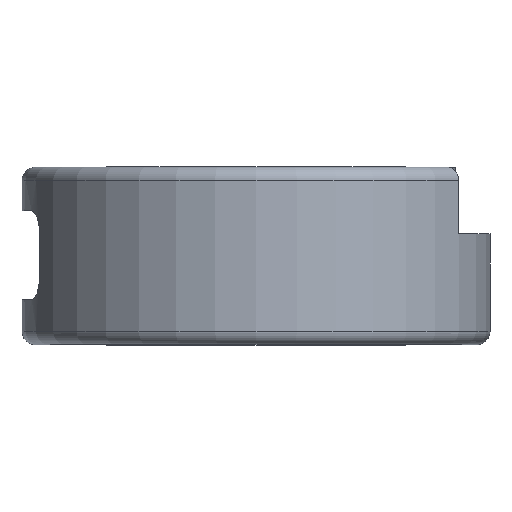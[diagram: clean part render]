
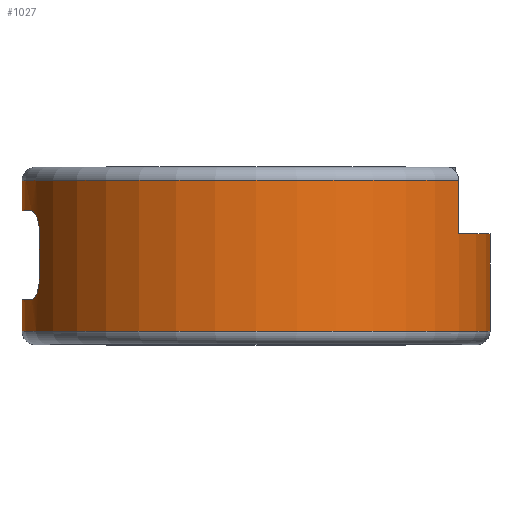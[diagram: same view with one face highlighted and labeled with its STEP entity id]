
A CAD part, top view. The second image highlights one B-rep face of the part: STEP entity #1027.
In plain terms, the highlighted cylindrical face has radius 52.75 mm (diameter 105.5 mm), a full revolution.
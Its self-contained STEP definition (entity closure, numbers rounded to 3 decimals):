
#27=FACE_BOUND('',#260,.T.);
#46=CIRCLE('',#1084,52.75);
#48=CIRCLE('',#1090,52.75);
#78=CIRCLE('',#1125,52.75);
#80=CIRCLE('',#1127,52.75);
#81=CIRCLE('',#1131,52.75);
#82=CIRCLE('',#1132,52.75);
#83=CIRCLE('',#1133,52.75);
#135=B_SPLINE_CURVE_WITH_KNOTS('',3,(#1579,#1580,#1581,#1582,#1583,#1584,
#1585,#1586,#1587,#1588),.UNSPECIFIED.,.F.,.F.,(4,2,2,2,4),(0.,0.188,
0.377,0.576,0.775),.UNSPECIFIED.);
#137=B_SPLINE_CURVE_WITH_KNOTS('',3,(#1609,#1610,#1611,#1612,#1613,#1614,
#1615,#1616,#1617,#1618),.UNSPECIFIED.,.F.,.F.,(4,2,2,2,4),(0.765,
0.965,1.164,1.352,1.541),
 .UNSPECIFIED.);
#139=B_SPLINE_CURVE_WITH_KNOTS('',3,(#1639,#1640,#1641,#1642,#1643,#1644,
#1645,#1646,#1647,#1648),.UNSPECIFIED.,.F.,.F.,(4,2,2,2,4),(1.541,
1.729,1.918,2.117,2.316),
 .UNSPECIFIED.);
#141=B_SPLINE_CURVE_WITH_KNOTS('',3,(#1668,#1669,#1670,#1671,#1672,#1673,
#1674,#1675,#1676,#1677),.UNSPECIFIED.,.F.,.F.,(4,2,2,2,4),(-0.775,
-0.576,-0.377,-0.188,0.),
 .UNSPECIFIED.);
#151=CYLINDRICAL_SURFACE('',#1130,52.75);
#195=FACE_OUTER_BOUND('',#259,.T.);
#259=EDGE_LOOP('',(#776,#777,#778,#779,#780,#781,#782,#783,#784));
#260=EDGE_LOOP('',(#785,#786,#787,#788,#789,#790,#791,#792));
#318=LINE('',#1571,#373);
#325=LINE('',#1633,#380);
#337=LINE('',#1768,#392);
#340=LINE('',#1784,#395);
#343=LINE('',#1802,#398);
#373=VECTOR('',#1228,10.);
#380=VECTOR('',#1247,10.);
#392=VECTOR('',#1341,10.);
#395=VECTOR('',#1346,10.);
#398=VECTOR('',#1353,52.75);
#428=VERTEX_POINT('',#1569);
#429=VERTEX_POINT('',#1570);
#432=VERTEX_POINT('',#1578);
#434=VERTEX_POINT('',#1602);
#436=VERTEX_POINT('',#1608);
#438=VERTEX_POINT('',#1632);
#440=VERTEX_POINT('',#1638);
#442=VERTEX_POINT('',#1662);
#475=VERTEX_POINT('',#1756);
#476=VERTEX_POINT('',#1757);
#479=VERTEX_POINT('',#1763);
#480=VERTEX_POINT('',#1767);
#482=VERTEX_POINT('',#1783);
#484=VERTEX_POINT('',#1799);
#485=VERTEX_POINT('',#1800);
#535=EDGE_CURVE('',#428,#429,#318,.T.);
#539=EDGE_CURVE('',#429,#432,#135,.T.);
#542=EDGE_CURVE('',#432,#434,#46,.T.);
#545=EDGE_CURVE('',#434,#436,#137,.T.);
#548=EDGE_CURVE('',#436,#438,#325,.T.);
#551=EDGE_CURVE('',#438,#440,#139,.T.);
#554=EDGE_CURVE('',#440,#442,#48,.T.);
#557=EDGE_CURVE('',#442,#428,#141,.T.);
#592=EDGE_CURVE('',#475,#476,#78,.T.);
#596=EDGE_CURVE('',#476,#479,#80,.T.);
#597=EDGE_CURVE('',#479,#480,#337,.T.);
#601=EDGE_CURVE('',#482,#475,#340,.T.);
#605=EDGE_CURVE('',#484,#485,#81,.T.);
#606=EDGE_CURVE('',#484,#476,#343,.T.);
#607=EDGE_CURVE('',#482,#480,#82,.T.);
#608=EDGE_CURVE('',#485,#484,#83,.T.);
#776=ORIENTED_EDGE('',*,*,#605,.F.);
#777=ORIENTED_EDGE('',*,*,#606,.T.);
#778=ORIENTED_EDGE('',*,*,#596,.T.);
#779=ORIENTED_EDGE('',*,*,#597,.T.);
#780=ORIENTED_EDGE('',*,*,#607,.F.);
#781=ORIENTED_EDGE('',*,*,#601,.T.);
#782=ORIENTED_EDGE('',*,*,#592,.T.);
#783=ORIENTED_EDGE('',*,*,#606,.F.);
#784=ORIENTED_EDGE('',*,*,#608,.F.);
#785=ORIENTED_EDGE('',*,*,#548,.T.);
#786=ORIENTED_EDGE('',*,*,#551,.T.);
#787=ORIENTED_EDGE('',*,*,#554,.T.);
#788=ORIENTED_EDGE('',*,*,#557,.T.);
#789=ORIENTED_EDGE('',*,*,#535,.T.);
#790=ORIENTED_EDGE('',*,*,#539,.T.);
#791=ORIENTED_EDGE('',*,*,#542,.T.);
#792=ORIENTED_EDGE('',*,*,#545,.T.);
#1027=ADVANCED_FACE('',(#195,#27),#151,.T.);
#1084=AXIS2_PLACEMENT_3D('',#1603,#1237,#1238);
#1090=AXIS2_PLACEMENT_3D('',#1663,#1255,#1256);
#1125=AXIS2_PLACEMENT_3D('',#1758,#1331,#1332);
#1127=AXIS2_PLACEMENT_3D('',#1765,#1337,#1338);
#1130=AXIS2_PLACEMENT_3D('',#1798,#1349,#1350);
#1131=AXIS2_PLACEMENT_3D('',#1801,#1351,#1352);
#1132=AXIS2_PLACEMENT_3D('',#1803,#1354,#1355);
#1133=AXIS2_PLACEMENT_3D('',#1804,#1356,#1357);
#1228=DIRECTION('',(0.,1.,0.));
#1237=DIRECTION('center_axis',(0.,1.,0.));
#1238=DIRECTION('ref_axis',(-1.,0.,0.));
#1247=DIRECTION('',(0.,-1.,0.));
#1255=DIRECTION('center_axis',(0.,-1.,0.));
#1256=DIRECTION('ref_axis',(-1.,0.,0.));
#1331=DIRECTION('center_axis',(0.,-1.,0.));
#1332=DIRECTION('ref_axis',(-1.,0.,0.));
#1337=DIRECTION('center_axis',(0.,-1.,0.));
#1338=DIRECTION('ref_axis',(-1.,0.,0.));
#1341=DIRECTION('',(0.,1.,0.));
#1346=DIRECTION('',(0.,-1.,0.));
#1349=DIRECTION('center_axis',(0.,-1.,0.));
#1350=DIRECTION('ref_axis',(-1.,0.,0.));
#1351=DIRECTION('center_axis',(0.,-1.,0.));
#1352=DIRECTION('ref_axis',(-1.,0.,0.));
#1353=DIRECTION('',(0.,1.,0.));
#1354=DIRECTION('center_axis',(0.,1.,0.));
#1355=DIRECTION('ref_axis',(-1.,0.,0.));
#1356=DIRECTION('center_axis',(0.,-1.,0.));
#1357=DIRECTION('ref_axis',(-1.,0.,0.));
#1569=CARTESIAN_POINT('',(-48.811,130.,-20.));
#1570=CARTESIAN_POINT('',(-48.811,140.,-20.));
#1571=CARTESIAN_POINT('',(-48.811,154.82,-20.));
#1578=CARTESIAN_POINT('',(-50.572,145.,-15.));
#1579=CARTESIAN_POINT('Ctrl Pts',(-48.811,140.,-20.));
#1580=CARTESIAN_POINT('Ctrl Pts',(-48.811,140.628,-20.));
#1581=CARTESIAN_POINT('Ctrl Pts',(-48.864,141.294,-19.874));
#1582=CARTESIAN_POINT('Ctrl Pts',(-49.064,142.51,-19.374));
#1583=CARTESIAN_POINT('Ctrl Pts',(-49.212,143.061,-19.));
#1584=CARTESIAN_POINT('Ctrl Pts',(-49.54,143.955,-18.126));
#1585=CARTESIAN_POINT('Ctrl Pts',(-49.746,144.349,-17.558));
#1586=CARTESIAN_POINT('Ctrl Pts',(-50.168,144.871,-16.314));
#1587=CARTESIAN_POINT('Ctrl Pts',(-50.383,145.,-15.637));
#1588=CARTESIAN_POINT('Ctrl Pts',(-50.572,145.,-15.));
#1602=CARTESIAN_POINT('',(-50.572,145.,15.));
#1603=CARTESIAN_POINT('Origin',(0.,145.,0.));
#1608=CARTESIAN_POINT('',(-48.811,140.,20.));
#1609=CARTESIAN_POINT('Ctrl Pts',(-50.572,145.,15.));
#1610=CARTESIAN_POINT('Ctrl Pts',(-50.383,145.,15.637));
#1611=CARTESIAN_POINT('Ctrl Pts',(-50.168,144.871,16.314));
#1612=CARTESIAN_POINT('Ctrl Pts',(-49.746,144.349,17.558));
#1613=CARTESIAN_POINT('Ctrl Pts',(-49.54,143.955,18.126));
#1614=CARTESIAN_POINT('Ctrl Pts',(-49.212,143.061,19.));
#1615=CARTESIAN_POINT('Ctrl Pts',(-49.064,142.51,19.374));
#1616=CARTESIAN_POINT('Ctrl Pts',(-48.864,141.294,19.874));
#1617=CARTESIAN_POINT('Ctrl Pts',(-48.811,140.628,20.));
#1618=CARTESIAN_POINT('Ctrl Pts',(-48.811,140.,20.));
#1632=CARTESIAN_POINT('',(-48.811,130.,20.));
#1633=CARTESIAN_POINT('',(-48.811,154.82,20.));
#1638=CARTESIAN_POINT('',(-50.572,125.,15.));
#1639=CARTESIAN_POINT('Ctrl Pts',(-48.811,130.,20.));
#1640=CARTESIAN_POINT('Ctrl Pts',(-48.811,129.372,20.));
#1641=CARTESIAN_POINT('Ctrl Pts',(-48.864,128.706,19.874));
#1642=CARTESIAN_POINT('Ctrl Pts',(-49.064,127.49,19.374));
#1643=CARTESIAN_POINT('Ctrl Pts',(-49.212,126.939,19.));
#1644=CARTESIAN_POINT('Ctrl Pts',(-49.54,126.045,18.126));
#1645=CARTESIAN_POINT('Ctrl Pts',(-49.746,125.651,17.558));
#1646=CARTESIAN_POINT('Ctrl Pts',(-50.168,125.129,16.314));
#1647=CARTESIAN_POINT('Ctrl Pts',(-50.383,125.,15.637));
#1648=CARTESIAN_POINT('Ctrl Pts',(-50.572,125.,15.));
#1662=CARTESIAN_POINT('',(-50.572,125.,-15.));
#1663=CARTESIAN_POINT('Origin',(0.,125.,0.));
#1668=CARTESIAN_POINT('Ctrl Pts',(-50.572,125.,-15.));
#1669=CARTESIAN_POINT('Ctrl Pts',(-50.383,125.,-15.637));
#1670=CARTESIAN_POINT('Ctrl Pts',(-50.168,125.129,-16.314));
#1671=CARTESIAN_POINT('Ctrl Pts',(-49.746,125.651,-17.558));
#1672=CARTESIAN_POINT('Ctrl Pts',(-49.54,126.045,-18.126));
#1673=CARTESIAN_POINT('Ctrl Pts',(-49.212,126.939,-19.));
#1674=CARTESIAN_POINT('Ctrl Pts',(-49.064,127.49,-19.374));
#1675=CARTESIAN_POINT('Ctrl Pts',(-48.864,128.706,-19.874));
#1676=CARTESIAN_POINT('Ctrl Pts',(-48.811,129.372,-20.));
#1677=CARTESIAN_POINT('Ctrl Pts',(-48.811,130.,-20.));
#1756=CARTESIAN_POINT('',(45.683,139.82,-26.375));
#1757=CARTESIAN_POINT('',(52.75,139.82,0.));
#1758=CARTESIAN_POINT('Origin',(0.,139.82,0.));
#1763=CARTESIAN_POINT('',(45.682,139.82,26.376));
#1765=CARTESIAN_POINT('Origin',(0.,139.82,0.));
#1767=CARTESIAN_POINT('',(45.682,151.82,26.376));
#1768=CARTESIAN_POINT('',(45.682,154.82,26.376));
#1783=CARTESIAN_POINT('',(45.683,151.82,-26.375));
#1784=CARTESIAN_POINT('',(45.683,154.82,-26.375));
#1798=CARTESIAN_POINT('Origin',(0.,154.82,0.));
#1799=CARTESIAN_POINT('',(52.75,117.82,0.));
#1800=CARTESIAN_POINT('',(0.,117.82,52.75));
#1801=CARTESIAN_POINT('Origin',(0.,117.82,0.));
#1802=CARTESIAN_POINT('',(52.75,154.82,0.));
#1803=CARTESIAN_POINT('Origin',(0.,151.82,0.));
#1804=CARTESIAN_POINT('Origin',(0.,117.82,0.));
